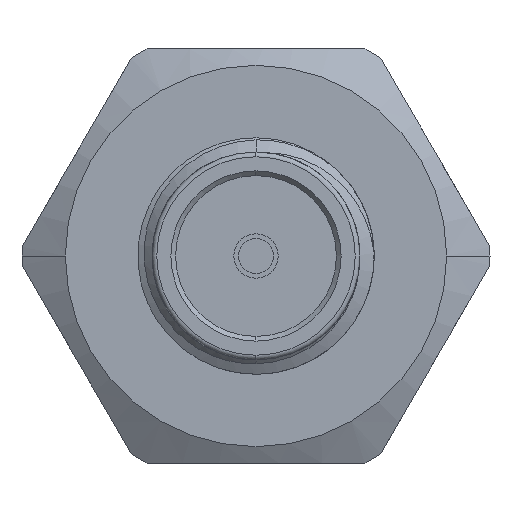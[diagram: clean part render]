
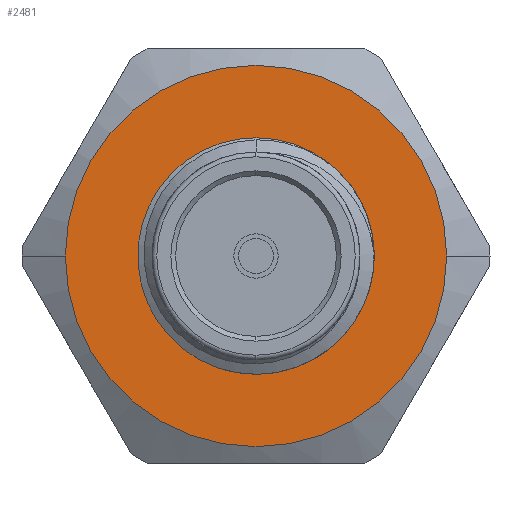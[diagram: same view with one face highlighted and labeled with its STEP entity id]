
A CAD part, left-side view. The second image highlights one B-rep face of the part: STEP entity #2481.
In plain terms, the highlighted planar face has unit normal (-1, 0, 0).
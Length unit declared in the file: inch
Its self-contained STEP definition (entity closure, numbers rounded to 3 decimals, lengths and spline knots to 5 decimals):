
#195 = PLANE ( 'NONE',  #562 ) ;
#291 = CARTESIAN_POINT ( 'NONE',  ( 0.29388, 0., 0. ) ) ;
#412 = DIRECTION ( 'NONE',  ( 0., 1., 0. ) ) ;
#562 = AXIS2_PLACEMENT_3D ( 'NONE', #3525, #4715, #1447 ) ;
#574 = EDGE_CURVE ( 'NONE', #2589, #3183, #2054, .T. ) ;
#589 = CARTESIAN_POINT ( 'NONE',  ( 0.29388, 0., 0. ) ) ;
#1095 = AXIS2_PLACEMENT_3D ( 'NONE', #4545, #5322, #412 ) ;
#1104 = VERTEX_POINT ( 'NONE', #2403 ) ;
#1429 = CIRCLE ( 'NONE', #3354, 0.10989 ) ;
#1447 = DIRECTION ( 'NONE',  ( 0., -1., 0. ) ) ;
#1546 = ORIENTED_EDGE ( 'NONE', *, *, #1810, .F. ) ;
#1669 = ORIENTED_EDGE ( 'NONE', *, *, #574, .F. ) ;
#1790 = CARTESIAN_POINT ( 'NONE',  ( 0.29388, 0., 0.10989 ) ) ;
#1810 = EDGE_CURVE ( 'NONE', #3183, #2589, #3613, .T. ) ;
#1949 = DIRECTION ( 'NONE',  ( 0., -1., 0. ) ) ;
#1955 = AXIS2_PLACEMENT_3D ( 'NONE', #4399, #5318, #4046 ) ;
#2054 = CIRCLE ( 'NONE', #1095, 0.20158 ) ;
#2111 = EDGE_CURVE ( 'NONE', #4424, #1104, #2330, .T. ) ;
#2261 = DIRECTION ( 'NONE',  ( 1., 0., 0. ) ) ;
#2330 = CIRCLE ( 'NONE', #5382, 0.10989 ) ;
#2403 = CARTESIAN_POINT ( 'NONE',  ( 0.29388, 0., -0.10989 ) ) ;
#2481 = ADVANCED_FACE ( 'NONE', ( #3836, #3070 ), #195, .T. ) ;
#2589 = VERTEX_POINT ( 'NONE', #2813 ) ;
#2642 = ORIENTED_EDGE ( 'NONE', *, *, #2111, .T. ) ;
#2813 = CARTESIAN_POINT ( 'NONE',  ( 0.29388, -0.20158, 0. ) ) ;
#3070 = FACE_OUTER_BOUND ( 'NONE', #4719, .T. ) ;
#3144 = ORIENTED_EDGE ( 'NONE', *, *, #4784, .T. ) ;
#3183 = VERTEX_POINT ( 'NONE', #5101 ) ;
#3354 = AXIS2_PLACEMENT_3D ( 'NONE', #291, #4903, #1949 ) ;
#3525 = CARTESIAN_POINT ( 'NONE',  ( 0.29388, 0.04921, 0. ) ) ;
#3613 = CIRCLE ( 'NONE', #1955, 0.20158 ) ;
#3836 = FACE_BOUND ( 'NONE', #4119, .T. ) ;
#3953 = DIRECTION ( 'NONE',  ( 0., -1., 0. ) ) ;
#4046 = DIRECTION ( 'NONE',  ( 0., 1., 0. ) ) ;
#4119 = EDGE_LOOP ( 'NONE', ( #2642, #3144 ) ) ;
#4399 = CARTESIAN_POINT ( 'NONE',  ( 0.29388, 0., 0. ) ) ;
#4424 = VERTEX_POINT ( 'NONE', #1790 ) ;
#4545 = CARTESIAN_POINT ( 'NONE',  ( 0.29388, 0., 0. ) ) ;
#4715 = DIRECTION ( 'NONE',  ( -1., 0., 0. ) ) ;
#4719 = EDGE_LOOP ( 'NONE', ( #1546, #1669 ) ) ;
#4784 = EDGE_CURVE ( 'NONE', #1104, #4424, #1429, .T. ) ;
#4903 = DIRECTION ( 'NONE',  ( 1., 0., 0. ) ) ;
#5101 = CARTESIAN_POINT ( 'NONE',  ( 0.29388, 0.20158, 0. ) ) ;
#5318 = DIRECTION ( 'NONE',  ( 1., 0., 0. ) ) ;
#5322 = DIRECTION ( 'NONE',  ( 1., 0., 0. ) ) ;
#5382 = AXIS2_PLACEMENT_3D ( 'NONE', #589, #2261, #3953 ) ;
